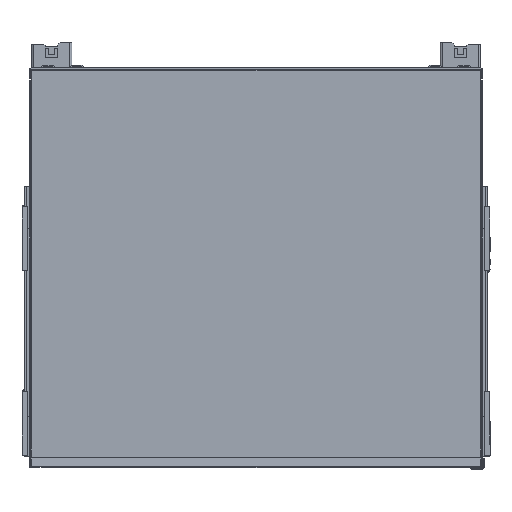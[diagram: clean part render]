
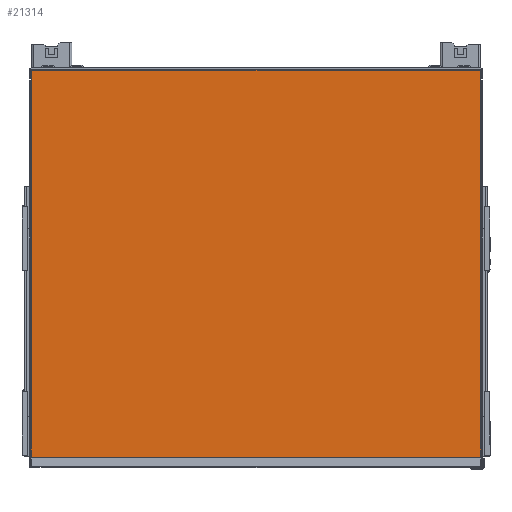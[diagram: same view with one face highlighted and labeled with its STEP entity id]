
A CAD part, top view. The second image highlights one B-rep face of the part: STEP entity #21314.
In plain terms, the highlighted planar face has unit normal (0, 0, 1).
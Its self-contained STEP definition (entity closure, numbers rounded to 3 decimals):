
#800=PLANE('',#22745);
#1717=FACE_OUTER_BOUND('',#2927,.T.);
#2927=EDGE_LOOP('',(#16967,#16968,#16969,#16970,#16971,#16972,#16973,#16974,
#16975,#16976,#16977,#16978,#16979,#16980));
#3876=LINE('',#29942,#6336);
#3901=LINE('',#29995,#6361);
#5075=LINE('',#34889,#7535);
#5078=LINE('',#34895,#7538);
#5079=LINE('',#34898,#7539);
#5081=LINE('',#34902,#7541);
#5086=LINE('',#34916,#7546);
#5087=LINE('',#34918,#7547);
#5088=LINE('',#34920,#7548);
#5089=LINE('',#34921,#7549);
#5090=LINE('',#34923,#7550);
#5091=LINE('',#34924,#7551);
#6336=VECTOR('',#23988,10.);
#6361=VECTOR('',#24023,10.);
#7535=VECTOR('',#26257,10.);
#7538=VECTOR('',#26262,10.);
#7539=VECTOR('',#26265,10.);
#7541=VECTOR('',#26269,10.);
#7546=VECTOR('',#26290,10.);
#7547=VECTOR('',#26293,10.);
#7548=VECTOR('',#26294,10.);
#7549=VECTOR('',#26295,10.);
#7550=VECTOR('',#26296,10.);
#7551=VECTOR('',#26297,10.);
#8786=CIRCLE('',#22196,1.);
#8789=CIRCLE('',#22202,1.);
#9375=VERTEX_POINT('',#29929);
#9376=VERTEX_POINT('',#29930);
#9380=VERTEX_POINT('',#29940);
#9398=VERTEX_POINT('',#29980);
#9399=VERTEX_POINT('',#29981);
#9403=VERTEX_POINT('',#29993);
#10326=VERTEX_POINT('',#34885);
#10327=VERTEX_POINT('',#34887);
#10328=VERTEX_POINT('',#34891);
#10329=VERTEX_POINT('',#34893);
#10330=VERTEX_POINT('',#34897);
#10331=VERTEX_POINT('',#34901);
#10333=VERTEX_POINT('',#34919);
#10334=VERTEX_POINT('',#34922);
#11391=EDGE_CURVE('',#9375,#9376,#8786,.T.);
#11397=EDGE_CURVE('',#9380,#9375,#3876,.T.);
#11416=EDGE_CURVE('',#9398,#9399,#8789,.T.);
#11424=EDGE_CURVE('',#9403,#9398,#3901,.T.);
#12756=EDGE_CURVE('',#10327,#10326,#5075,.T.);
#12759=EDGE_CURVE('',#10329,#10328,#5078,.T.);
#12760=EDGE_CURVE('',#10330,#9399,#5079,.T.);
#12762=EDGE_CURVE('',#9376,#10331,#5081,.T.);
#12771=EDGE_CURVE('',#10331,#9403,#5086,.T.);
#12772=EDGE_CURVE('',#10326,#9380,#5087,.T.);
#12773=EDGE_CURVE('',#10333,#10327,#5088,.T.);
#12774=EDGE_CURVE('',#10333,#10328,#5089,.T.);
#12775=EDGE_CURVE('',#10334,#10329,#5090,.T.);
#12776=EDGE_CURVE('',#10334,#10330,#5091,.T.);
#16967=ORIENTED_EDGE('',*,*,#11391,.F.);
#16968=ORIENTED_EDGE('',*,*,#11397,.F.);
#16969=ORIENTED_EDGE('',*,*,#12772,.F.);
#16970=ORIENTED_EDGE('',*,*,#12756,.F.);
#16971=ORIENTED_EDGE('',*,*,#12773,.F.);
#16972=ORIENTED_EDGE('',*,*,#12774,.T.);
#16973=ORIENTED_EDGE('',*,*,#12759,.F.);
#16974=ORIENTED_EDGE('',*,*,#12775,.F.);
#16975=ORIENTED_EDGE('',*,*,#12776,.T.);
#16976=ORIENTED_EDGE('',*,*,#12760,.T.);
#16977=ORIENTED_EDGE('',*,*,#11416,.F.);
#16978=ORIENTED_EDGE('',*,*,#11424,.F.);
#16979=ORIENTED_EDGE('',*,*,#12771,.F.);
#16980=ORIENTED_EDGE('',*,*,#12762,.F.);
#21314=ADVANCED_FACE('',(#1717),#800,.T.);
#22196=AXIS2_PLACEMENT_3D('',#29931,#23978,#23979);
#22202=AXIS2_PLACEMENT_3D('',#29982,#24012,#24013);
#22745=AXIS2_PLACEMENT_3D('',#34917,#26291,#26292);
#23978=DIRECTION('center_axis',(0.,0.,-1.));
#23979=DIRECTION('ref_axis',(-0.707,0.707,0.));
#23988=DIRECTION('',(0.,1.,0.));
#24012=DIRECTION('center_axis',(0.,0.,-1.));
#24013=DIRECTION('ref_axis',(0.707,0.707,0.));
#24023=DIRECTION('',(1.,0.,0.));
#26257=DIRECTION('',(-1.,0.,0.));
#26262=DIRECTION('',(0.,-1.,0.));
#26265=DIRECTION('',(0.,1.,0.));
#26269=DIRECTION('',(1.,0.,0.));
#26290=DIRECTION('',(1.,0.,0.));
#26291=DIRECTION('center_axis',(0.,0.,1.));
#26292=DIRECTION('ref_axis',(1.,0.,0.));
#26293=DIRECTION('',(0.,1.,0.));
#26294=DIRECTION('',(0.,1.,0.));
#26295=DIRECTION('',(1.,0.,0.));
#26296=DIRECTION('',(-1.,0.,0.));
#26297=DIRECTION('',(0.,1.,0.));
#29929=CARTESIAN_POINT('',(-272.75,482.85,1.25));
#29930=CARTESIAN_POINT('',(-271.75,483.85,1.25));
#29931=CARTESIAN_POINT('Origin',(-271.75,482.85,1.25));
#29940=CARTESIAN_POINT('',(-272.75,471.15,1.25));
#29942=CARTESIAN_POINT('',(-272.75,471.15,1.25));
#29980=CARTESIAN_POINT('',(271.75,483.85,1.25));
#29981=CARTESIAN_POINT('',(272.75,482.85,1.25));
#29982=CARTESIAN_POINT('Origin',(271.75,482.85,1.25));
#29993=CARTESIAN_POINT('',(265.05,483.85,1.25));
#29995=CARTESIAN_POINT('',(265.05,483.85,1.25));
#34885=CARTESIAN_POINT('',(-272.75,13.15,1.25));
#34887=CARTESIAN_POINT('',(-260.05,13.15,1.25));
#34889=CARTESIAN_POINT('',(-260.05,13.15,1.25));
#34891=CARTESIAN_POINT('',(260.05,11.9,1.25));
#34893=CARTESIAN_POINT('',(260.05,13.15,1.25));
#34895=CARTESIAN_POINT('',(260.05,13.15,1.25));
#34897=CARTESIAN_POINT('',(272.75,471.15,1.25));
#34898=CARTESIAN_POINT('',(272.75,130.512,1.25));
#34901=CARTESIAN_POINT('',(-265.05,483.85,1.25));
#34902=CARTESIAN_POINT('',(265.05,483.85,1.25));
#34916=CARTESIAN_POINT('',(265.05,483.85,1.25));
#34917=CARTESIAN_POINT('Origin',(0.,247.875,
1.25));
#34918=CARTESIAN_POINT('',(-272.75,471.15,1.25));
#34919=CARTESIAN_POINT('',(-260.05,11.9,1.25));
#34920=CARTESIAN_POINT('',(-260.05,9.4,1.25));
#34921=CARTESIAN_POINT('',(130.025,11.9,1.25));
#34922=CARTESIAN_POINT('',(272.75,13.15,1.25));
#34923=CARTESIAN_POINT('',(275.25,13.15,1.25));
#34924=CARTESIAN_POINT('',(272.75,130.512,1.25));
